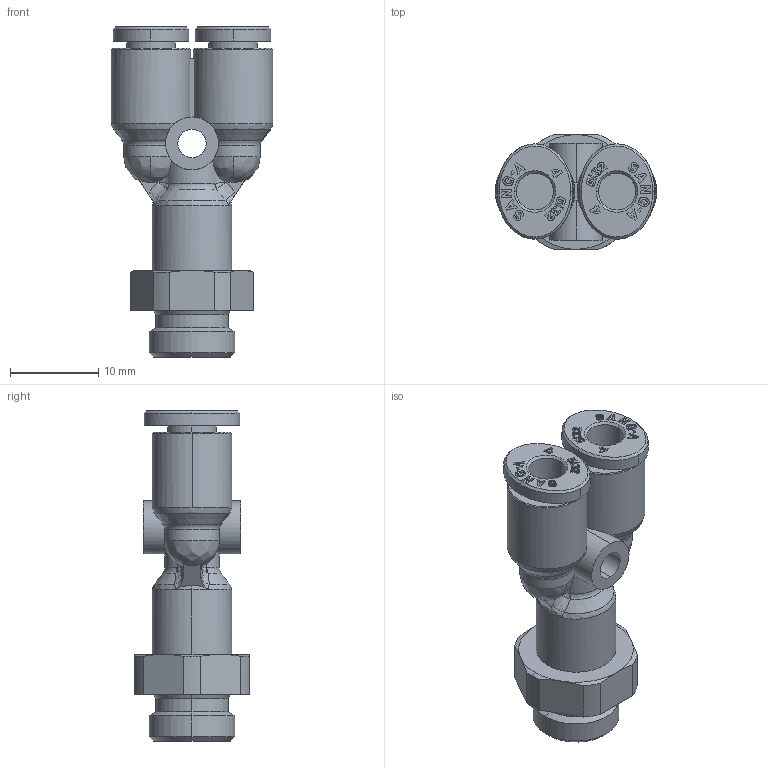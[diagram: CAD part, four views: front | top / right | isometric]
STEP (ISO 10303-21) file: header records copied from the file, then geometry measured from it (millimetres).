
FILE_DESCRIPTION (( 'STEP AP214' ), '1' );
FILE_NAME ('PWT04-G01.stp', '2015-09-24T10:07:43', ( '' ), ( '' ), 'SwSTEP 2.0', 'SolidWorks 2015', '' );
FILE_SCHEMA (( 'AUTOMOTIVE_DESIGN' ));
Length unit declared in the file: millimetre
Products named in the file (2): ｦ+ﾃｦ1; PWT04-G01
Assembly tree (1 placements, depth 2):
  PWT04-G01
    ｦ+ﾃｦ1
Bounding box: 18.3 x 13 x 37.4 mm (x, y, z)
Volume: 2887.9 mm3; surface area: 2857.5 mm2
Topology: 1 solids, 1 shells, 867 faces, 2463 edges, 1630 vertices
Faces by surface type: plane 681, bspline 87, cylinder 57, cone 36, torus 6
Entity records: 34622 total; most frequent: CARTESIAN_POINT 12859, ORIENTED_EDGE 4914, DIRECTION 3175, EDGE_CURVE 2457, VERTEX_POINT 1630, VECTOR 1405, LINE 1405, B_SPLINE_CURVE_WITH_KNOTS 943
